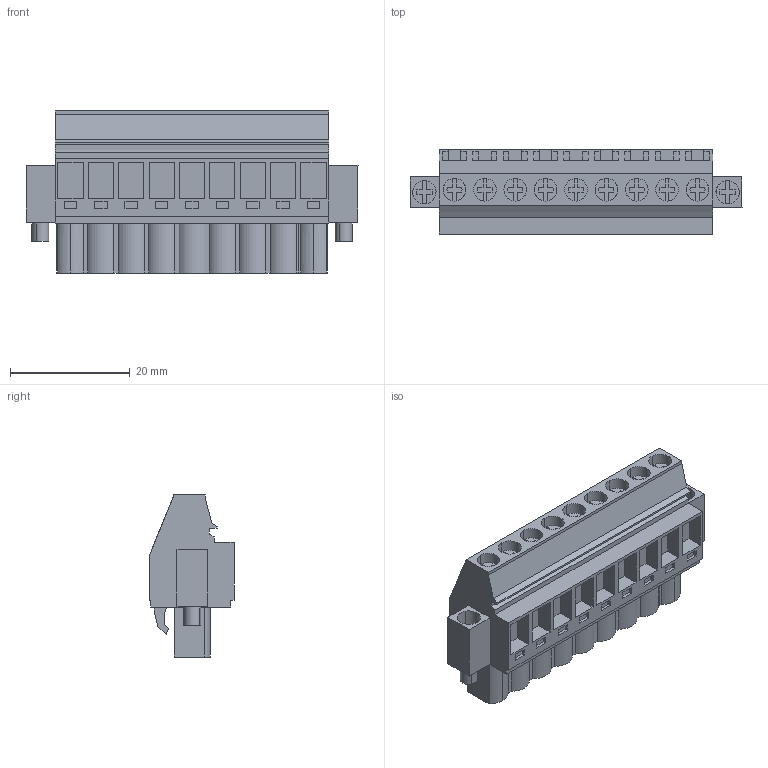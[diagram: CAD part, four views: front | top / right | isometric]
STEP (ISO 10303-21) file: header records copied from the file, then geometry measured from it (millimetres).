
FILE_DESCRIPTION(('CATIA V5 STEP','CAx-IF Rec.Pracs.--- Model Styling and Organization---1.2---2011-12-15'),'2;1');
FILE_NAME ('D1460165_0_1950380000_1950380000.stp','2017-09-09T10:10:54+00:00',('none'),('Weidmueller'),'CATIA Version 5-6 Release 2014','CATIA V5 STEP AP214','none');
FILE_SCHEMA(('AUTOMOTIVE_DESIGN { 1 0 10303 214 1 1 1 1 }'));
Length unit declared in the file: millimetre
Products named in the file (1): 1950380000
Bounding box: 55.52 x 14.1 x 27.1 mm (x, y, z)
Volume: 10800.3 mm3; surface area: 6994.8 mm2
Topology: 12 solids, 12 shells, 658 faces, 1821 edges, 1230 vertices
Faces by surface type: plane 555, cylinder 99, extrusion 4
Entity records: 19937 total; most frequent: CARTESIAN_POINT 3873, ORIENTED_EDGE 3642, DIRECTION 2703, EDGE_CURVE 1821, VECTOR 1575, LINE 1571, VERTEX_POINT 1230, EDGE_LOOP 707
